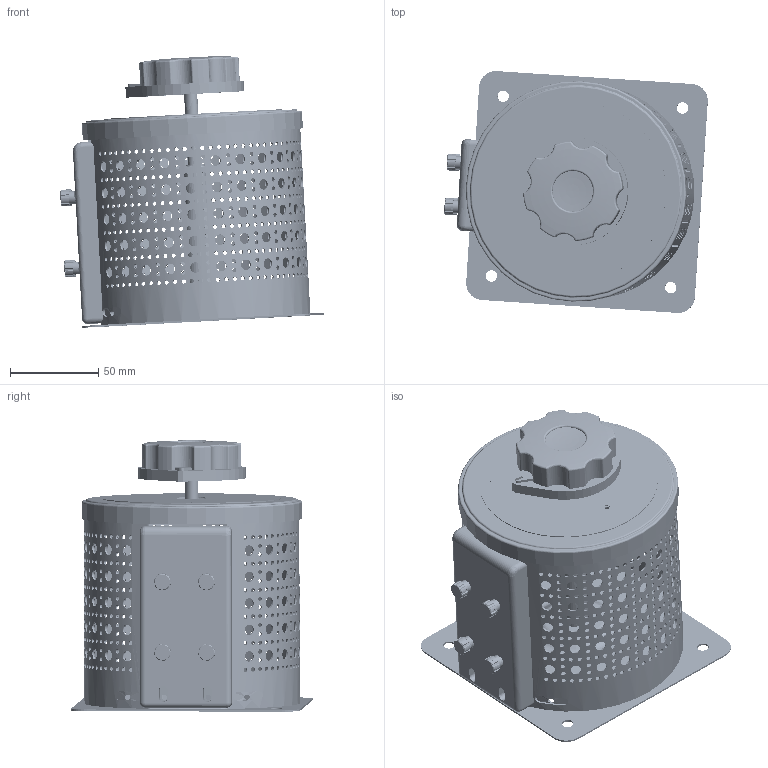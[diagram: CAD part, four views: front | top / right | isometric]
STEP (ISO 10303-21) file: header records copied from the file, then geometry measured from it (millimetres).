
FILE_DESCRIPTION (( 'STEP AP214' ), '1' );
FILE_NAME ('TDGC-0.5K三维图-202509.STEP', '2025-09-06T08:36:50', ( 'China' ), ( 'Home' ), 'SwSTEP 2.0', 'SolidWorks 2020', '' );
FILE_SCHEMA (( 'AUTOMOTIVE_DESIGN' ));
Length unit declared in the file: millimetre
Products named in the file (11): TDGC-0.5K諉盄碟; 俋欶TDGC-0.5K; TDGC-0.5K三维图-202509; 菁釱TD0.5K; 酴蹟譫0.5k; TDGC-0.5Kz笢粣; TDGC2-0.5k忒謫; 諉盄簽0.2k窪; 諉盄簽0.2k綻; TDGC-0.5Kbiaopau
Assembly tree (15 placements, depth 3):
  TDGC-0.5K三维图-202509
    俋欶TDGC-0.5K
    菁釱TD0.5K
    TDGC-0.5Kbiaopau
    TDGC-0.5K諉盄碟
      TDGC-0.5K諉盄碟
      酴蹟譫0.5k  x4
    TDGC-0.5Kz笢粣
    TDGC2-0.5k忒謫
    諉盄簽0.2k窪  x2
    諉盄簽0.2k綻  x2
Bounding box: 149.32 x 137.01 x 153.75 mm (x, y, z)
Volume: 145702.3 mm3; surface area: 197847.2 mm2
Topology: 18 solids, 18 shells, 5112 faces, 14450 edges, 9585 vertices
Faces by surface type: plane 2290, cylinder 2235, bspline 474, torus 57, cone 32, sphere 24
Entity records: 238408 total; most frequent: CARTESIAN_POINT 115765, ORIENTED_EDGE 22082, DIRECTION 14800, EDGE_CURVE 11041, VERTEX_POINT 7325, VECTOR 6220, LINE 6220, EDGE_LOOP 5628
